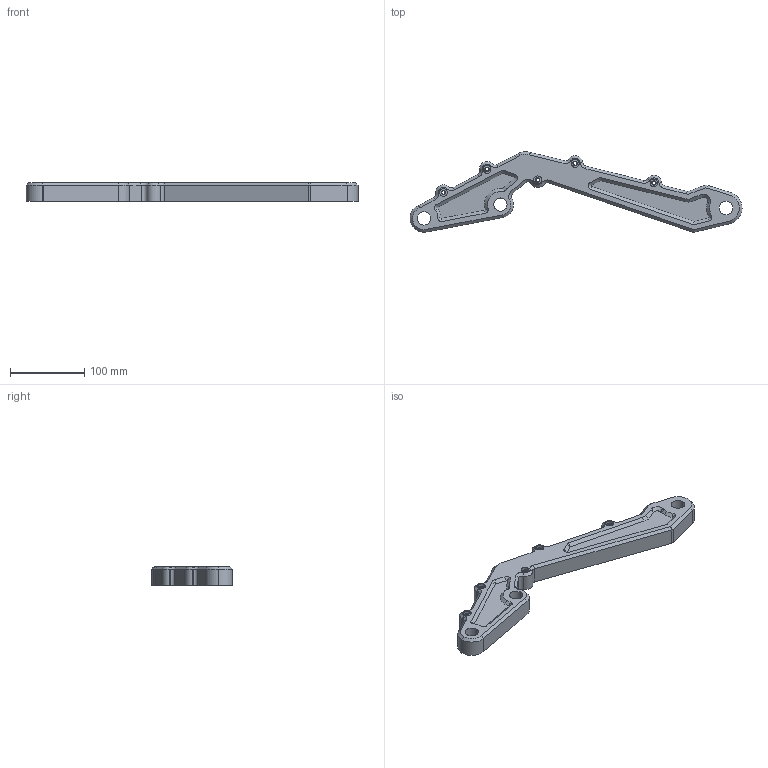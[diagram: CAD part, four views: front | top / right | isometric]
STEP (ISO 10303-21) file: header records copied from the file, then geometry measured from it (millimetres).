
FILE_DESCRIPTION (( 'STEP AP203' ), '1' );
FILE_NAME ('braço sup.STEP', '2018-10-30T02:10:47', ( '' ), ( '' ), 'SwSTEP 2.0', 'SolidWorks 2018', '' );
FILE_SCHEMA (( 'CONFIG_CONTROL_DESIGN' ));
Length unit declared in the file: millimetre
Products named in the file (1): braço sup
Bounding box: 445.81 x 108.29 x 25.4 mm (x, y, z)
Volume: 505666.2 mm3; surface area: 75950.5 mm2
Topology: 1 solids, 1 shells, 393 faces, 1093 edges, 709 vertices
Faces by surface type: cylinder 265, cone 58, plane 55, bspline 15
Entity records: 33062 total; most frequent: CARTESIAN_POINT 24169, ORIENTED_EDGE 2186, DIRECTION 1570, EDGE_CURVE 1093, VERTEX_POINT 709, AXIS2_PLACEMENT_3D 577, LINE 416, EDGE_LOOP 416
